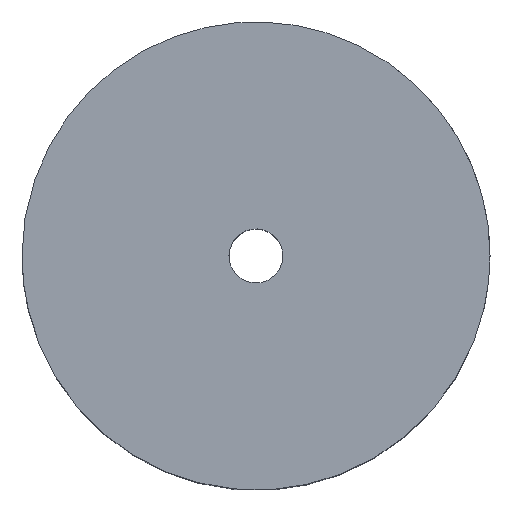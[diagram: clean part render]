
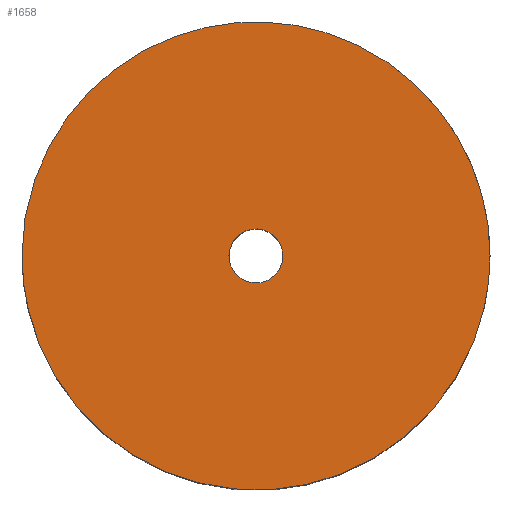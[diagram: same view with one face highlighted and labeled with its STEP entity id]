
A CAD part, top view. The second image highlights one B-rep face of the part: STEP entity #1658.
In plain terms, the highlighted free-form (B-spline) face has degree [1, 1] with [2, 2] control points.
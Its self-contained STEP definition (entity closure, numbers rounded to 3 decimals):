
#726=CARTESIAN_POINT('',(12.688,-2.833,20.0));
#727=VERTEX_POINT('',#726);
#733=CARTESIAN_POINT('',(1.02,-12.96,20.0));
#734=VERTEX_POINT('',#733);
#735=CARTESIAN_POINT('',(12.688,-2.833,20.));
#736=CARTESIAN_POINT('',(10.595,-12.206,20.));
#737=CARTESIAN_POINT('',(1.02,-12.96,20.));
#745=(BOUNDED_CURVE()B_SPLINE_CURVE(2,(#735,#736,#737),.UNSPECIFIED.,.F.,.U.)B_SPLINE_CURVE_WITH_KNOTS((3,3),(0.537,0.736),.UNSPECIFIED.)CURVE()GEOMETRIC_REPRESENTATION_ITEM()RATIONAL_B_SPLINE_CURVE((0.926,0.762,0.97))REPRESENTATION_ITEM(''));
#746=EDGE_CURVE('',#727,#734,#745,.T.);
#860=CARTESIAN_POINT('',(-13.0,0.0,20.0));
#861=VERTEX_POINT('',#860);
#862=CARTESIAN_POINT('',(1.02,-12.96,20.));
#863=CARTESIAN_POINT('',(0.511,-13.0,20.0));
#864=CARTESIAN_POINT('',(0.0,-13.0,20.0));
#865=CARTESIAN_POINT('',(-13.0,-13.0,20.0));
#866=CARTESIAN_POINT('',(-13.0,0.0,20.0));
#874=(BOUNDED_CURVE()B_SPLINE_CURVE(2,(#862,#863,#864,#865,#866),.UNSPECIFIED.,.F.,.U.)B_SPLINE_CURVE_WITH_KNOTS((3,2,3),(0.736,0.75,1.0),.UNSPECIFIED.)CURVE()GEOMETRIC_REPRESENTATION_ITEM()RATIONAL_B_SPLINE_CURVE((0.97,0.984,1.0,0.707,1.0))REPRESENTATION_ITEM(''));
#875=EDGE_CURVE('',#734,#861,#874,.T.);
#877=CARTESIAN_POINT('',(13.0,0.0,20.0));
#878=VERTEX_POINT('',#877);
#879=CARTESIAN_POINT('',(-13.0,0.0,20.0));
#880=CARTESIAN_POINT('',(-13.0,13.0,20.0));
#881=CARTESIAN_POINT('',(0.0,13.0,20.0));
#882=CARTESIAN_POINT('',(13.0,13.0,20.0));
#883=CARTESIAN_POINT('',(13.0,0.0,20.0));
#891=(BOUNDED_CURVE()B_SPLINE_CURVE(2,(#879,#880,#881,#882,#883),.UNSPECIFIED.,.F.,.U.)B_SPLINE_CURVE_WITH_KNOTS((3,2,3),(0.0,0.25,0.5),.UNSPECIFIED.)CURVE()GEOMETRIC_REPRESENTATION_ITEM()RATIONAL_B_SPLINE_CURVE((1.0,0.707,1.0,0.707,1.0))REPRESENTATION_ITEM(''));
#892=EDGE_CURVE('',#861,#878,#891,.T.);
#894=CARTESIAN_POINT('',(13.0,0.0,20.0));
#895=CARTESIAN_POINT('',(13.,-1.434,20.));
#896=CARTESIAN_POINT('',(12.688,-2.833,20.));
#904=(BOUNDED_CURVE()B_SPLINE_CURVE(2,(#894,#895,#896),.UNSPECIFIED.,.F.,.U.)B_SPLINE_CURVE_WITH_KNOTS((3,3),(0.5,0.537),.UNSPECIFIED.)CURVE()GEOMETRIC_REPRESENTATION_ITEM()RATIONAL_B_SPLINE_CURVE((1.0,0.956,0.926))REPRESENTATION_ITEM(''));
#905=EDGE_CURVE('',#878,#727,#904,.T.);
#933=CARTESIAN_POINT('',(-0.177,1.49,20.0));
#934=VERTEX_POINT('',#933);
#935=CARTESIAN_POINT('',(1.5,0.0,20.0));
#936=VERTEX_POINT('',#935);
#937=CARTESIAN_POINT('',(-0.177,1.49,20.));
#938=CARTESIAN_POINT('',(-0.089,1.5,20.));
#939=CARTESIAN_POINT('',(0.0,1.5,20.0));
#940=CARTESIAN_POINT('',(1.5,1.5,20.));
#941=CARTESIAN_POINT('',(1.5,0.0,20.0));
#949=(BOUNDED_CURVE()B_SPLINE_CURVE(2,(#937,#938,#939,#940,#941),.UNSPECIFIED.,.F.,.U.)B_SPLINE_CURVE_WITH_KNOTS((3,2,3),(0.23,0.25,0.5),.UNSPECIFIED.)CURVE()GEOMETRIC_REPRESENTATION_ITEM()RATIONAL_B_SPLINE_CURVE((0.956,0.976,1.0,0.707,1.0))REPRESENTATION_ITEM(''));
#950=EDGE_CURVE('',#934,#936,#949,.T.);
#991=CARTESIAN_POINT('',(0.092,-1.497,20.0));
#992=VERTEX_POINT('',#991);
#998=CARTESIAN_POINT('',(1.5,0.0,20.0));
#999=CARTESIAN_POINT('',(1.5,-1.411,20.0));
#1000=CARTESIAN_POINT('',(0.092,-1.497,20.0));
#1008=(BOUNDED_CURVE()B_SPLINE_CURVE(2,(#998,#999,#1000),.UNSPECIFIED.,.F.,.U.)B_SPLINE_CURVE_WITH_KNOTS((3,3),(0.5,0.739),.UNSPECIFIED.)CURVE()GEOMETRIC_REPRESENTATION_ITEM()RATIONAL_B_SPLINE_CURVE((1.0,0.72,0.976))REPRESENTATION_ITEM(''));
#1009=EDGE_CURVE('',#936,#992,#1008,.T.);
#1032=CARTESIAN_POINT('',(-1.5,0.0,20.0));
#1033=VERTEX_POINT('',#1032);
#1034=CARTESIAN_POINT('',(-1.5,0.0,20.0));
#1035=CARTESIAN_POINT('',(-1.5,1.332,20.));
#1036=CARTESIAN_POINT('',(-0.177,1.49,20.));
#1044=(BOUNDED_CURVE()B_SPLINE_CURVE(2,(#1034,#1035,#1036),.UNSPECIFIED.,.F.,.U.)B_SPLINE_CURVE_WITH_KNOTS((3,3),(0.0,0.23),.UNSPECIFIED.)CURVE()GEOMETRIC_REPRESENTATION_ITEM()RATIONAL_B_SPLINE_CURVE((1.0,0.731,0.956))REPRESENTATION_ITEM(''));
#1045=EDGE_CURVE('',#1033,#934,#1044,.T.);
#1047=CARTESIAN_POINT('',(0.092,-1.497,20.0));
#1048=CARTESIAN_POINT('',(0.046,-1.5,20.));
#1049=CARTESIAN_POINT('',(0.0,-1.5,20.0));
#1050=CARTESIAN_POINT('',(-1.5,-1.5,20.));
#1051=CARTESIAN_POINT('',(-1.5,0.0,20.0));
#1059=(BOUNDED_CURVE()B_SPLINE_CURVE(2,(#1047,#1048,#1049,#1050,#1051),.UNSPECIFIED.,.F.,.U.)B_SPLINE_CURVE_WITH_KNOTS((3,2,3),(0.739,0.75,1.0),.UNSPECIFIED.)CURVE()GEOMETRIC_REPRESENTATION_ITEM()RATIONAL_B_SPLINE_CURVE((0.976,0.988,1.0,0.707,1.0))REPRESENTATION_ITEM(''));
#1060=EDGE_CURVE('',#992,#1033,#1059,.T.);
#1641=CARTESIAN_POINT('',(14.299,-14.295,20.0));
#1642=CARTESIAN_POINT('',(-14.299,-14.295,20.0));
#1643=CARTESIAN_POINT('',(14.299,14.299,20.0));
#1644=CARTESIAN_POINT('',(-14.299,14.299,20.0));
#1645=B_SPLINE_SURFACE_WITH_KNOTS('',1,1,((#1641,#1643),(#1642,#1644)),.UNSPECIFIED.,.F.,.F.,.U.,(2,2),(2,2),(0.0,28.597),(0.0,28.593),.UNSPECIFIED.);
#1646=ORIENTED_EDGE('',*,*,#875,.F.);
#1647=ORIENTED_EDGE('',*,*,#746,.F.);
#1648=ORIENTED_EDGE('',*,*,#905,.F.);
#1649=ORIENTED_EDGE('',*,*,#892,.F.);
#1650=EDGE_LOOP('',(#1646,#1647,#1648,#1649));
#1651=FACE_OUTER_BOUND('',#1650,.T.);
#1652=ORIENTED_EDGE('',*,*,#1009,.T.);
#1653=ORIENTED_EDGE('',*,*,#1060,.T.);
#1654=ORIENTED_EDGE('',*,*,#1045,.T.);
#1655=ORIENTED_EDGE('',*,*,#950,.T.);
#1656=EDGE_LOOP('',(#1652,#1653,#1654,#1655));
#1657=FACE_BOUND('',#1656,.T.);
#1658=ADVANCED_FACE('',(#1651,#1657),#1645,.F.);
